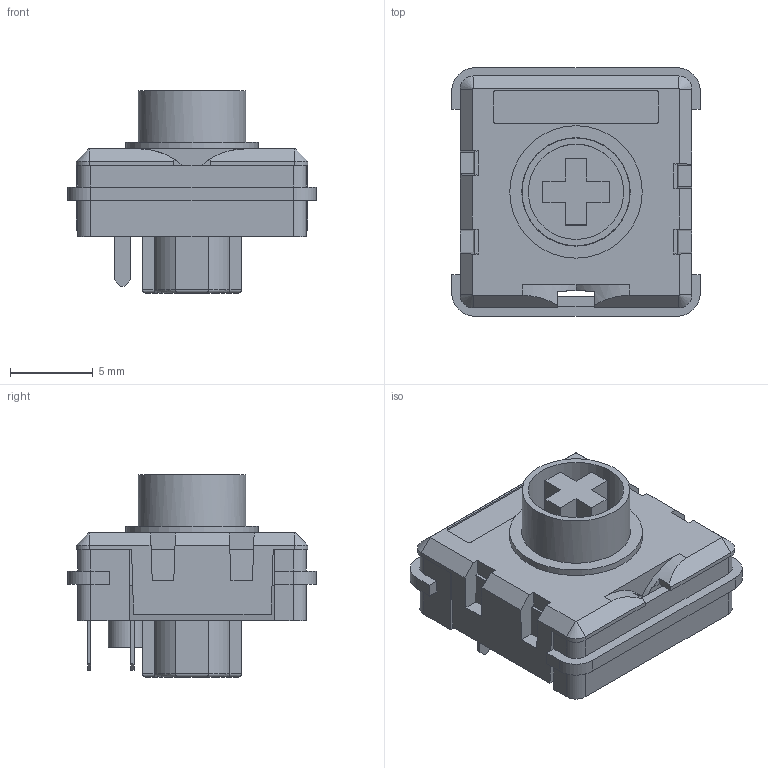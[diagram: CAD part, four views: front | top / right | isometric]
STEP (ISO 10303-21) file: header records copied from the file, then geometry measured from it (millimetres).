
FILE_DESCRIPTION(('FreeCAD Model'),'2;1');
FILE_NAME('Open CASCADE Shape Model','2023-04-28T22:01:19',(''),(''), 'Open CASCADE STEP processor 7.6','FreeCAD','Unknown');
FILE_SCHEMA(('AUTOMOTIVE_DESIGN { 1 0 10303 214 1 1 1 1 }'));
Length unit declared in the file: millimetre
Products named in the file (6): MX_Low_Profile; Contact Leaf; Bottom Case; Top Case; Stem; Spring
Assembly tree (5 placements, depth 2):
  MX_Low_Profile
    Contact Leaf
    Bottom Case
    Top Case
    Stem
    Spring
Bounding box: 15 x 15 x 12.2 mm (x, y, z)
Volume: 718.4 mm3; surface area: 2380.7 mm2
Topology: 5 solids, 5 shells, 357 faces, 994 edges, 652 vertices
Faces by surface type: plane 228, cylinder 105, bspline 12, torus 7, cone 5
Full cylindrical faces by diameter (mm): 1 x1, 1.6 x1, 1.8 x1, 2 x1, 3.2 x1, 5.75 x1, 6.5 x1, 6.55 x1, 8 x1
Entity records: 30073 total; most frequent: CARTESIAN_POINT 10130, DIRECTION 3709, LINE 2451, VECTOR 2451, ORIENTED_EDGE 1988, PCURVE 1988, DEFINITIONAL_REPRESENTATION 1988, EDGE_CURVE 994
